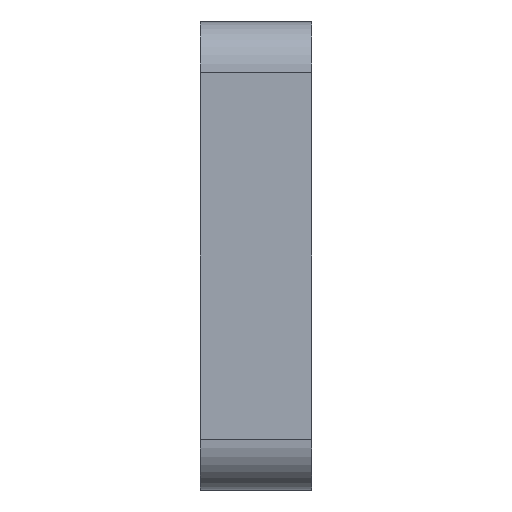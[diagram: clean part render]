
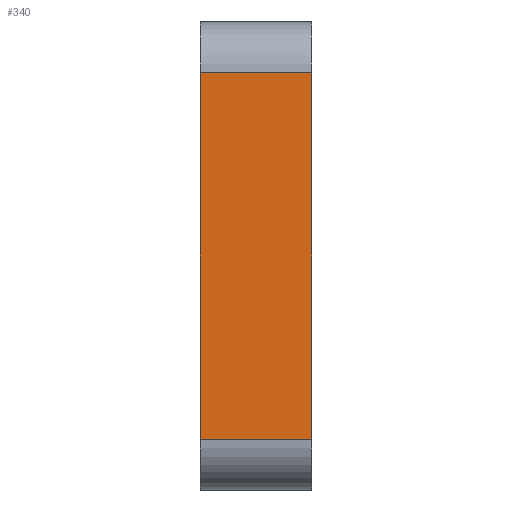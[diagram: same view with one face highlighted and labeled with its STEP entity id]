
A CAD part, left-side view. The second image highlights one B-rep face of the part: STEP entity #340.
In plain terms, the highlighted planar face has unit normal (-1, 0, 0).
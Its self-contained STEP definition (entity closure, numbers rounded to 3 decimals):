
#22=PLANE('',#384);
#38=FACE_OUTER_BOUND('',#56,.T.);
#56=EDGE_LOOP('',(#269,#270,#271,#272));
#86=LINE('',#566,#118);
#87=LINE('',#569,#119);
#88=LINE('',#571,#120);
#89=LINE('',#572,#121);
#118=VECTOR('',#464,10.);
#119=VECTOR('',#467,10.);
#120=VECTOR('',#468,10.);
#121=VECTOR('',#469,10.);
#167=VERTEX_POINT('',#562);
#168=VERTEX_POINT('',#564);
#169=VERTEX_POINT('',#568);
#170=VERTEX_POINT('',#570);
#210=EDGE_CURVE('',#167,#168,#86,.T.);
#211=EDGE_CURVE('',#167,#169,#87,.T.);
#212=EDGE_CURVE('',#170,#168,#88,.T.);
#213=EDGE_CURVE('',#169,#170,#89,.T.);
#269=ORIENTED_EDGE('',*,*,#211,.F.);
#270=ORIENTED_EDGE('',*,*,#210,.T.);
#271=ORIENTED_EDGE('',*,*,#212,.F.);
#272=ORIENTED_EDGE('',*,*,#213,.F.);
#340=ADVANCED_FACE('',(#38),#22,.T.);
#384=AXIS2_PLACEMENT_3D('',#567,#465,#466);
#464=DIRECTION('',(0.,1.,0.));
#465=DIRECTION('center_axis',(-1.,0.,0.));
#466=DIRECTION('ref_axis',(0.,0.,1.));
#467=DIRECTION('',(0.,0.,-1.));
#468=DIRECTION('',(0.,0.,1.));
#469=DIRECTION('',(0.,1.,0.));
#562=CARTESIAN_POINT('',(-40.,8.,18.));
#564=CARTESIAN_POINT('',(-40.,19.,18.));
#566=CARTESIAN_POINT('',(-40.,8.,18.));
#567=CARTESIAN_POINT('Origin',(-40.,8.,-18.));
#568=CARTESIAN_POINT('',(-40.,8.,-18.));
#569=CARTESIAN_POINT('',(-40.,8.,-9.));
#570=CARTESIAN_POINT('',(-40.,19.,-18.));
#571=CARTESIAN_POINT('',(-40.,19.,-9.));
#572=CARTESIAN_POINT('',(-40.,8.,-18.));
